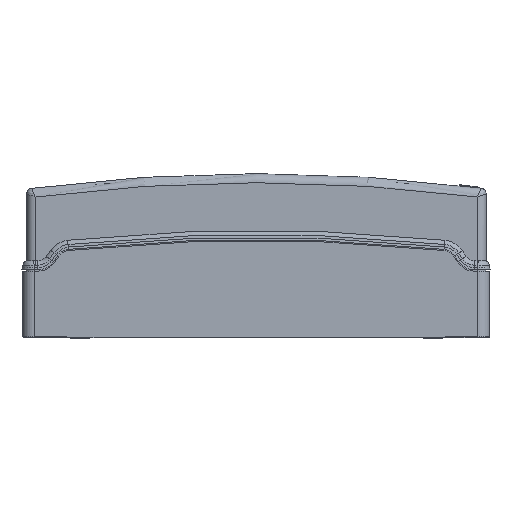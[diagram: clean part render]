
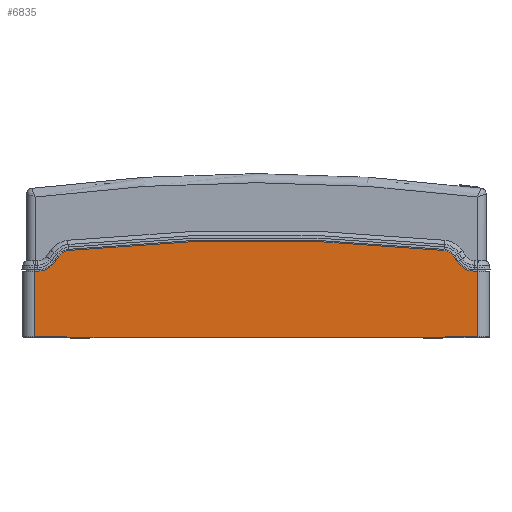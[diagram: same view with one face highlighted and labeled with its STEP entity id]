
A CAD part, front view. The second image highlights one B-rep face of the part: STEP entity #6835.
In plain terms, the highlighted planar face has unit normal (0, -1, 0).
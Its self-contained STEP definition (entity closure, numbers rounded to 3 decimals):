
#10=DIRECTION('',(1.,0.,0.));
#11=VECTOR('',#10,28.17);
#12=CARTESIAN_POINT('',(166.497,-231.027,-3.));
#13=LINE('',#12,#11);
#373=DIRECTION('',(1.,0.,0.));
#374=VECTOR('',#373,28.836);
#375=CARTESIAN_POINT('',(-195.333,-231.027,-3.));
#376=LINE('',#375,#374);
#659=CARTESIAN_POINT('',(0.,-231.027,
-1483.515));
#660=DIRECTION('',(0.,1.,0.));
#661=DIRECTION('',(-0.105,0.,0.994));
#662=AXIS2_PLACEMENT_3D('',#659,#660,#661);
#664=CARTESIAN_POINT('',(163.513,-231.027,60.853));
#665=DIRECTION('',(0.,1.,0.));
#666=DIRECTION('',(0.105,0.,0.994));
#667=AXIS2_PLACEMENT_3D('',#664,#665,#666);
#669=DIRECTION('',(0.553,0.,-0.833));
#670=VECTOR('',#669,5.797);
#671=CARTESIAN_POINT('',(173.511,-231.027,67.489));
#672=LINE('',#671,#670);
#673=CARTESIAN_POINT('',(191.714,-231.027,72.613));
#674=DIRECTION('',(0.,-1.,0.));
#675=DIRECTION('',(-0.833,0.,-0.553));
#676=AXIS2_PLACEMENT_3D('',#673,#674,#675);
#678=DIRECTION('',(-1.,0.,0.));
#679=VECTOR('',#678,2.953);
#680=CARTESIAN_POINT('',(194.667,-231.027,54.613));
#681=LINE('',#680,#679);
#682=DIRECTION('',(0.,0.,-1.));
#683=VECTOR('',#682,57.613);
#684=CARTESIAN_POINT('',(194.667,-231.027,54.613));
#685=LINE('',#684,#683);
#686=DIRECTION('',(0.,0.,-1.));
#687=VECTOR('',#686,1.);
#688=CARTESIAN_POINT('',(166.497,-231.027,-3.));
#689=LINE('',#688,#687);
#690=DIRECTION('',(-1.,0.,0.));
#691=VECTOR('',#690,332.994);
#692=CARTESIAN_POINT('',(166.497,-231.027,-4.));
#693=LINE('',#692,#691);
#694=DIRECTION('',(0.,0.,-1.));
#695=VECTOR('',#694,1.);
#696=CARTESIAN_POINT('',(-166.497,-231.027,-3.));
#697=LINE('',#696,#695);
#698=DIRECTION('',(0.,0.,-1.));
#699=VECTOR('',#698,57.613);
#700=CARTESIAN_POINT('',(-195.333,-231.027,54.613));
#701=LINE('',#700,#699);
#702=DIRECTION('',(1.,0.,0.));
#703=VECTOR('',#702,3.203);
#704=CARTESIAN_POINT('',(-195.333,-231.027,54.613));
#705=LINE('',#704,#703);
#706=CARTESIAN_POINT('',(-192.13,-231.027,72.613));
#707=DIRECTION('',(0.,-1.,0.));
#708=DIRECTION('',(0.,0.,-1.));
#709=AXIS2_PLACEMENT_3D('',#706,#707,#708);
#711=DIRECTION('',(0.575,0.,0.818));
#712=VECTOR('',#711,6.662);
#713=CARTESIAN_POINT('',(-177.398,-231.027,62.27));
#714=LINE('',#713,#712);
#715=CARTESIAN_POINT('',(-163.749,-231.027,60.828));
#716=DIRECTION('',(0.,1.,0.));
#717=DIRECTION('',(-0.818,0.,0.575));
#718=AXIS2_PLACEMENT_3D('',#715,#716,#717);
#4685=CARTESIAN_POINT('',(194.667,-231.027,-3.));
#4687=VERTEX_POINT('',#4685);
#4688=CARTESIAN_POINT('',(-195.333,-231.027,-3.));
#4690=VERTEX_POINT('',#4688);
#5432=CARTESIAN_POINT('',(166.497,-231.027,-4.));
#5433=VERTEX_POINT('',#5432);
#5488=CARTESIAN_POINT('',(166.497,-231.027,-3.));
#5489=VERTEX_POINT('',#5488);
#5658=CARTESIAN_POINT('',(-166.497,-231.027,-4.));
#5659=VERTEX_POINT('',#5658);
#5714=CARTESIAN_POINT('',(-166.497,-231.027,-3.));
#5715=VERTEX_POINT('',#5714);
#6068=CARTESIAN_POINT('',(-165.014,-231.027,
72.761));
#6069=CARTESIAN_POINT('',(164.777,-231.027,72.786));
#6070=VERTEX_POINT('',#6068);
#6071=VERTEX_POINT('',#6069);
#6072=CARTESIAN_POINT('',(173.511,-231.027,67.489));
#6073=VERTEX_POINT('',#6072);
#6074=CARTESIAN_POINT('',(176.717,-231.027,62.659));
#6075=VERTEX_POINT('',#6074);
#6076=CARTESIAN_POINT('',(191.714,-231.027,54.613));
#6077=VERTEX_POINT('',#6076);
#6078=CARTESIAN_POINT('',(194.667,-231.027,54.613));
#6079=VERTEX_POINT('',#6078);
#6080=CARTESIAN_POINT('',(-195.333,-231.027,54.613));
#6081=CARTESIAN_POINT('',(-192.13,-231.027,54.613));
#6082=VERTEX_POINT('',#6080);
#6083=VERTEX_POINT('',#6081);
#6084=CARTESIAN_POINT('',(-177.398,-231.027,
62.27));
#6085=VERTEX_POINT('',#6084);
#6086=CARTESIAN_POINT('',(-173.57,-231.027,
67.723));
#6087=VERTEX_POINT('',#6086);
#6799=CARTESIAN_POINT('',(-205.333,-231.027,-3.));
#6800=DIRECTION('',(0.,-1.,0.));
#6801=DIRECTION('',(1.,0.,0.));
#6802=AXIS2_PLACEMENT_3D('',#6799,#6800,#6801);
#6803=PLANE('',#6802);
#6805=ORIENTED_EDGE('',*,*,#6804,.T.);
#6807=ORIENTED_EDGE('',*,*,#6806,.T.);
#6809=ORIENTED_EDGE('',*,*,#6808,.T.);
#6811=ORIENTED_EDGE('',*,*,#6810,.T.);
#6812=ORIENTED_EDGE('',*,*,#6773,.F.);
#6814=ORIENTED_EDGE('',*,*,#6813,.T.);
#6815=ORIENTED_EDGE('',*,*,#6169,.F.);
#6817=ORIENTED_EDGE('',*,*,#6816,.T.);
#6819=ORIENTED_EDGE('',*,*,#6818,.T.);
#6821=ORIENTED_EDGE('',*,*,#6820,.F.);
#6822=ORIENTED_EDGE('',*,*,#6539,.F.);
#6824=ORIENTED_EDGE('',*,*,#6823,.F.);
#6826=ORIENTED_EDGE('',*,*,#6825,.T.);
#6828=ORIENTED_EDGE('',*,*,#6827,.T.);
#6830=ORIENTED_EDGE('',*,*,#6829,.T.);
#6832=ORIENTED_EDGE('',*,*,#6831,.T.);
#6833=EDGE_LOOP('',(#6805,#6807,#6809,#6811,#6812,#6814,#6815,#6817,#6819,#6821,
#6822,#6824,#6826,#6828,#6830,#6832));
#6834=FACE_OUTER_BOUND('',#6833,.F.);
#6835=ADVANCED_FACE('',(#6834),#6803,.T.);
#663=CIRCLE('',#662,1565.);
#668=CIRCLE('',#667,12.);
#677=CIRCLE('',#676,18.);
#710=CIRCLE('',#709,18.);
#719=CIRCLE('',#718,12.);
#6169=EDGE_CURVE('',#5489,#4687,#13,.T.);
#6539=EDGE_CURVE('',#4690,#5715,#376,.T.);
#6773=EDGE_CURVE('',#6079,#6077,#681,.T.);
#6804=EDGE_CURVE('',#6070,#6071,#663,.T.);
#6806=EDGE_CURVE('',#6071,#6073,#668,.T.);
#6808=EDGE_CURVE('',#6073,#6075,#672,.T.);
#6810=EDGE_CURVE('',#6075,#6077,#677,.T.);
#6813=EDGE_CURVE('',#6079,#4687,#685,.T.);
#6816=EDGE_CURVE('',#5489,#5433,#689,.T.);
#6818=EDGE_CURVE('',#5433,#5659,#693,.T.);
#6820=EDGE_CURVE('',#5715,#5659,#697,.T.);
#6823=EDGE_CURVE('',#6082,#4690,#701,.T.);
#6825=EDGE_CURVE('',#6082,#6083,#705,.T.);
#6827=EDGE_CURVE('',#6083,#6085,#710,.T.);
#6829=EDGE_CURVE('',#6085,#6087,#714,.T.);
#6831=EDGE_CURVE('',#6087,#6070,#719,.T.);
